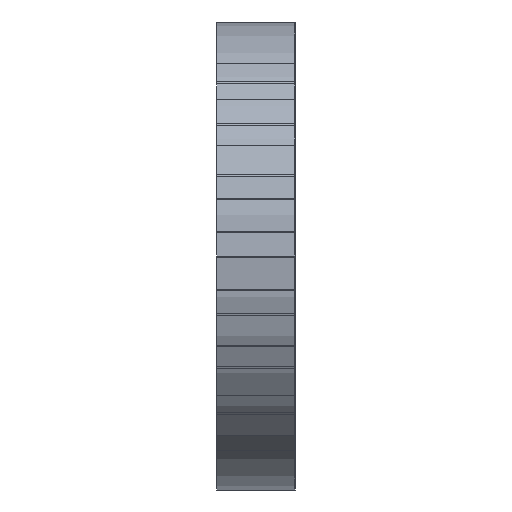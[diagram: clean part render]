
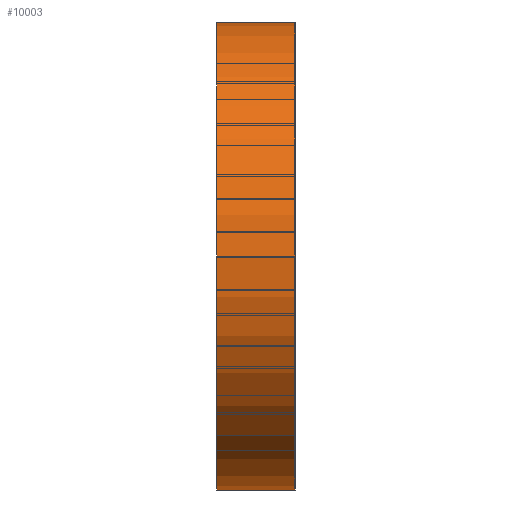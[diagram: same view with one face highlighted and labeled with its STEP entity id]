
A CAD part, left-side view. The second image highlights one B-rep face of the part: STEP entity #10003.
In plain terms, the highlighted cylindrical face has radius 38.1 mm (diameter 76.2 mm), a partial arc.
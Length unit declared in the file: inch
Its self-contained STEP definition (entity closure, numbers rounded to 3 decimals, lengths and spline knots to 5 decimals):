
#1038 = EDGE_CURVE ( 'NONE', #3997, #13963, #2673, .T. ) ;
#2673 = CIRCLE ( 'NONE', #9629, 1.5 ) ;
#3997 = VERTEX_POINT ( 'NONE', #14903 ) ;
#4202 = FACE_OUTER_BOUND ( 'NONE', #24840, .T. ) ;
#6182 = LINE ( 'NONE', #36781, #42393 ) ;
#7354 = CIRCLE ( 'NONE', #31663, 1.5 ) ;
#9629 = AXIS2_PLACEMENT_3D ( 'NONE', #16838, #40667, #20248 ) ;
#10003 = ADVANCED_FACE ( 'NONE', ( #4202 ), #21196, .T. ) ;
#10075 = CARTESIAN_POINT ( 'NONE',  ( -14.05006, 0.5, 1.5 ) ) ;
#11002 = DIRECTION ( 'NONE',  ( 0., 0., -1. ) ) ;
#13963 = VERTEX_POINT ( 'NONE', #39687 ) ;
#14498 = ORIENTED_EDGE ( 'NONE', *, *, #31600, .F. ) ;
#14903 = CARTESIAN_POINT ( 'NONE',  ( -14.05006, 0.5, -1.5 ) ) ;
#15267 = EDGE_CURVE ( 'NONE', #3997, #32073, #6182, .T. ) ;
#15927 = CARTESIAN_POINT ( 'NONE',  ( -14.05006, 0., 0. ) ) ;
#16838 = CARTESIAN_POINT ( 'NONE',  ( -14.05006, 0.5, 0. ) ) ;
#19339 = DIRECTION ( 'NONE',  ( 0., 0., 1. ) ) ;
#19825 = DIRECTION ( 'NONE',  ( 0., -1., 0. ) ) ;
#20248 = DIRECTION ( 'NONE',  ( 0., 0., 1. ) ) ;
#21196 = CYLINDRICAL_SURFACE ( 'NONE', #36149, 1.5 ) ;
#23755 = CARTESIAN_POINT ( 'NONE',  ( -14.05006, 0., 1.5 ) ) ;
#24735 = LINE ( 'NONE', #10075, #42864 ) ;
#24840 = EDGE_LOOP ( 'NONE', ( #29228, #14498, #41548, #26531 ) ) ;
#26531 = ORIENTED_EDGE ( 'NONE', *, *, #15267, .T. ) ;
#27922 = DIRECTION ( 'NONE',  ( 0., -1., 0. ) ) ;
#29228 = ORIENTED_EDGE ( 'NONE', *, *, #30868, .T. ) ;
#30868 = EDGE_CURVE ( 'NONE', #32073, #42123, #7354, .T. ) ;
#31600 = EDGE_CURVE ( 'NONE', #13963, #42123, #24735, .T. ) ;
#31663 = AXIS2_PLACEMENT_3D ( 'NONE', #15927, #39734, #19339 ) ;
#32073 = VERTEX_POINT ( 'NONE', #37086 ) ;
#33879 = DIRECTION ( 'NONE',  ( 0., -1., 0. ) ) ;
#36149 = AXIS2_PLACEMENT_3D ( 'NONE', #38205, #27922, #11002 ) ;
#36781 = CARTESIAN_POINT ( 'NONE',  ( -14.05006, 0.5, -1.5 ) ) ;
#37086 = CARTESIAN_POINT ( 'NONE',  ( -14.05006, 0., -1.5 ) ) ;
#38205 = CARTESIAN_POINT ( 'NONE',  ( -14.05006, 0.5, 0. ) ) ;
#39687 = CARTESIAN_POINT ( 'NONE',  ( -14.05006, 0.5, 1.5 ) ) ;
#39734 = DIRECTION ( 'NONE',  ( 0., 1., 0. ) ) ;
#40667 = DIRECTION ( 'NONE',  ( 0., 1., 0. ) ) ;
#41548 = ORIENTED_EDGE ( 'NONE', *, *, #1038, .F. ) ;
#42123 = VERTEX_POINT ( 'NONE', #23755 ) ;
#42393 = VECTOR ( 'NONE', #19825, 39.37008 ) ;
#42864 = VECTOR ( 'NONE', #33879, 39.37008 ) ;
